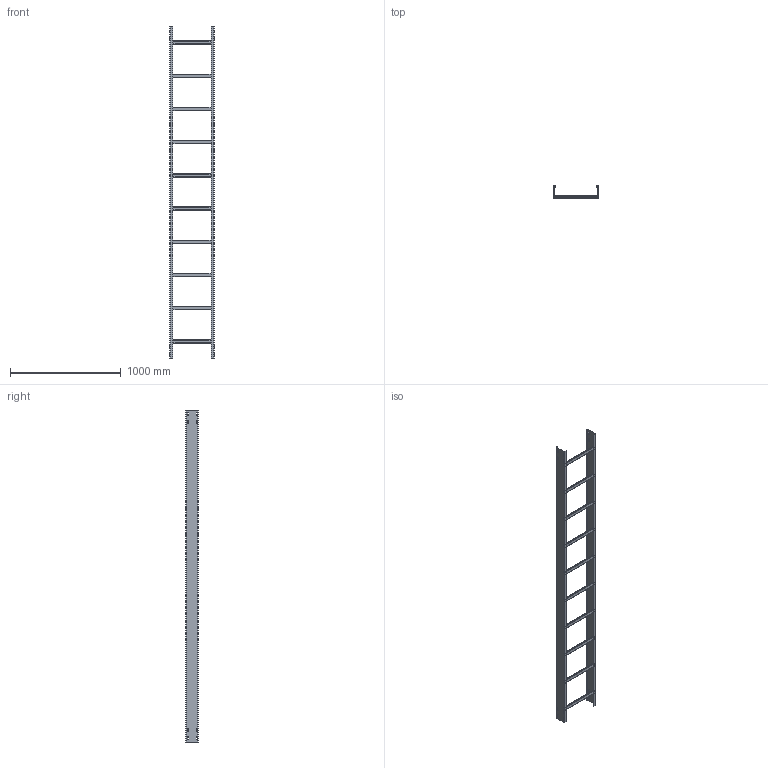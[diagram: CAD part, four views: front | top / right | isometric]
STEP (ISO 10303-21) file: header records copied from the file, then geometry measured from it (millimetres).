
FILE_DESCRIPTION((''),'2;1');
FILE_NAME('6216410_ASM','2012-12-06T',('AndreasKeweloh'),(''),'PRO/ENGINEER BY PARAMETRIC TECHNOLOGY CORPORATION, 2012230','PRO/ENGINEER BY PARAMETRIC TECHNOLOGY CORPORATION, 2012230','');
FILE_SCHEMA(('CONFIG_CONTROL_DESIGN'));
Length unit declared in the file: millimetre
Products named in the file (3): 6216410_LEITERHOLM; 6216410_SPROSSE; 6216410_ASM
Assembly tree (12 placements, depth 2):
  6216410_ASM
    6216410_LEITERHOLM  x2
    6216410_SPROSSE  x10
Bounding box: 400 x 110 x 3000 mm (x, y, z)
Volume: 1696479.7 mm3; surface area: 2296349.4 mm2
Topology: 12 solids, 12 shells, 396 faces, 1116 edges, 744 vertices
Faces by surface type: plane 244, cylinder 152
Entity records: 3578 total; most frequent: CARTESIAN_POINT 643, DIRECTION 600, ORIENTED_EDGE 588, EDGE_CURVE 294, VECTOR 206, LINE 206, AXIS2_PLACEMENT_3D 197, VERTEX_POINT 196
